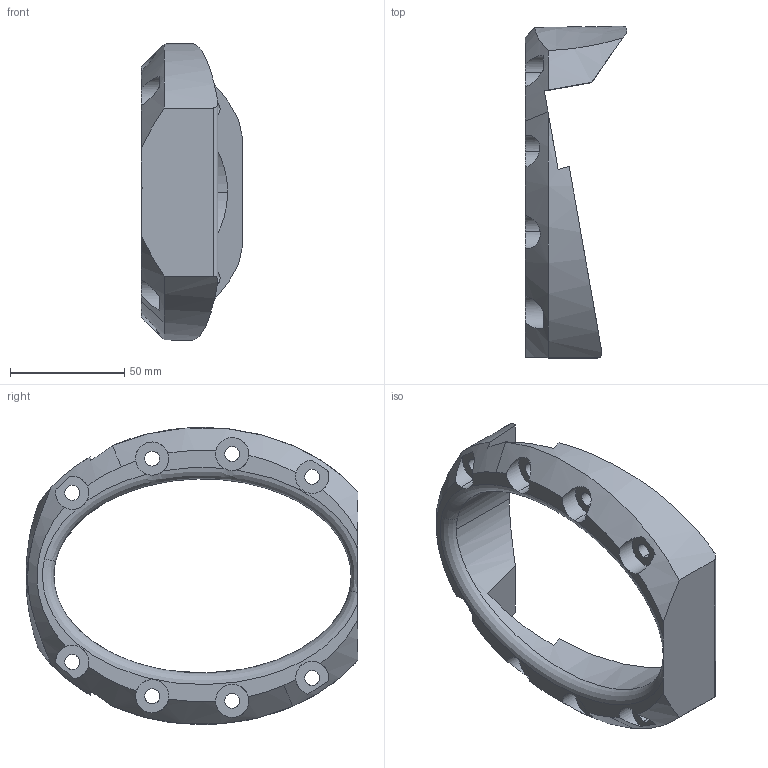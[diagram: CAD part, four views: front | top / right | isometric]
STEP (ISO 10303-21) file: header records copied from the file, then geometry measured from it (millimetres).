
FILE_DESCRIPTION (( 'STEP AP203' ), '1' );
FILE_NAME ('jonc echappement proto.STEP', '2024-03-28T15:40:52', ( '' ), ( '' ), 'SwSTEP 2.0', 'SolidWorks 2020', '' );
FILE_SCHEMA (( 'CONFIG_CONTROL_DESIGN' ));
Length unit declared in the file: millimetre
Products named in the file (1): jonc echappement proto
Bounding box: 44.49 x 145.2 x 129.97 mm (x, y, z)
Volume: 149256.2 mm3; surface area: 38228.3 mm2
Topology: 1 solids, 1 shells, 68 faces, 203 edges, 135 vertices
Faces by surface type: cylinder 34, plane 22, bspline 12
Entity records: 5576 total; most frequent: CARTESIAN_POINT 3859, ORIENTED_EDGE 406, DIRECTION 260, EDGE_CURVE 203, VERTEX_POINT 135, AXIS2_PLACEMENT_3D 107, B_SPLINE_CURVE_WITH_KNOTS 87, EDGE_LOOP 84
